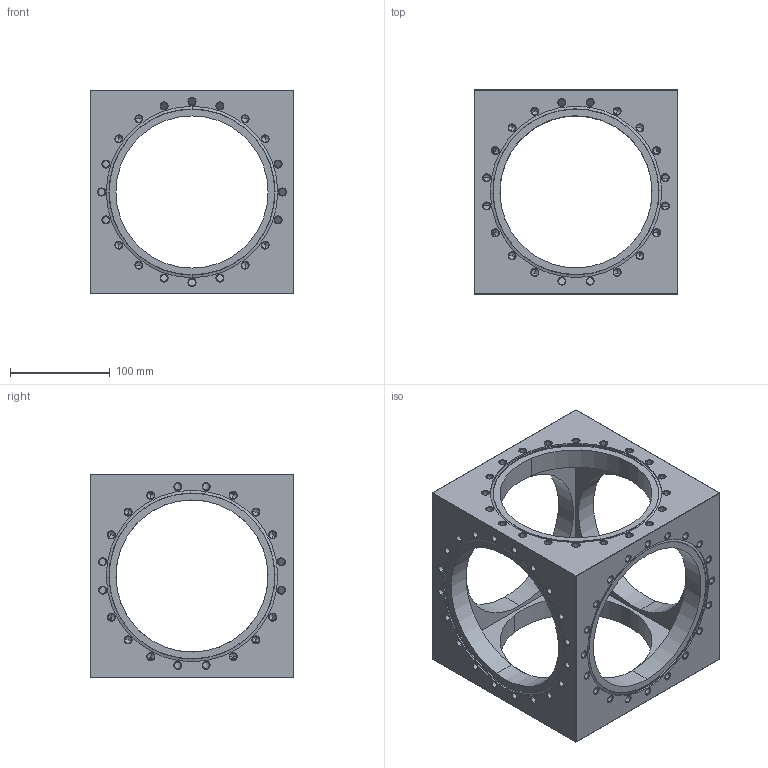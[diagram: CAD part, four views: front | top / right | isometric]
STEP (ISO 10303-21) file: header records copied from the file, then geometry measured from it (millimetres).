
FILE_DESCRIPTION (( 'STEP AP214' ), '1' );
FILE_NAME ('Hositrad_CU150-Cube.STEP', '2023-05-05T13:50:20', ( '' ), ( '' ), 'SwSTEP 2.0', 'SolidWorks 2022', '' );
FILE_SCHEMA (( 'AUTOMOTIVE_DESIGN' ));
Length unit declared in the file: millimetre
Products named in the file (3): NW150CF-plate-b; NW150CF-plate; Hositrad_CU150-Cube
Assembly tree (6 placements, depth 2):
  Hositrad_CU150-Cube
    NW150CF-plate  x2
    NW150CF-plate-b  x4
Bounding box: 203.8 x 203.8 x 203.8 mm (x, y, z)
Volume: 1887902 mm3; surface area: 421406.2 mm2
Topology: 6 solids, 6 shells, 742 faces, 1906 edges, 1086 vertices
Faces by surface type: cone 412, cylinder 264, plane 66
Entity records: 10296 total; most frequent: CARTESIAN_POINT 1597, DIRECTION 1280, ORIENTED_EDGE 1180, EDGE_CURVE 590, AXIS2_PLACEMENT_3D 511, VERTEX_POINT 360, EDGE_LOOP 322, LINE 258
